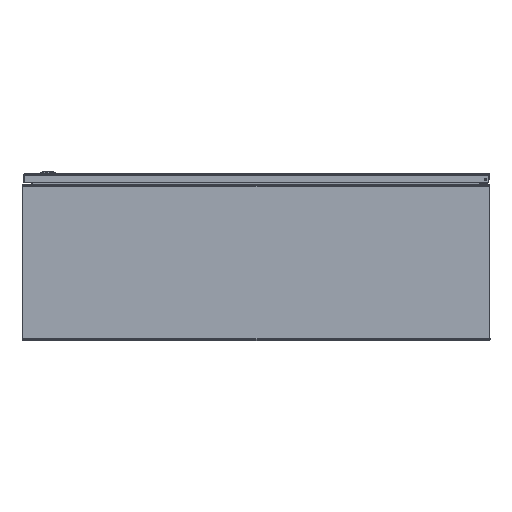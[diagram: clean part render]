
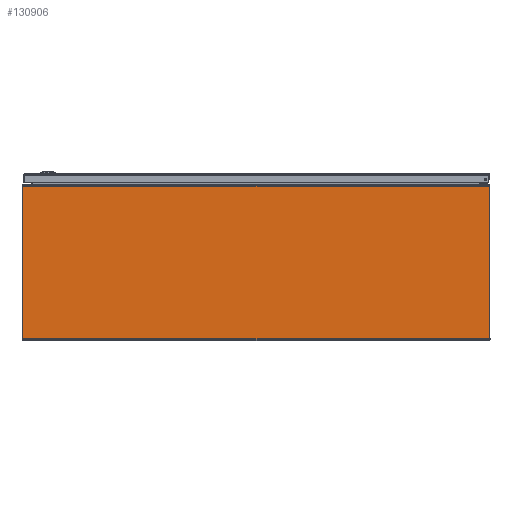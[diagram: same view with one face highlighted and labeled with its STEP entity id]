
A CAD part, left-side view. The second image highlights one B-rep face of the part: STEP entity #130906.
In plain terms, the highlighted planar face has unit normal (-1, 0, 0).
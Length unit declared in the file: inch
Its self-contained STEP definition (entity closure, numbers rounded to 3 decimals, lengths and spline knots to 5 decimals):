
#1153 = ORIENTED_EDGE ( 'NONE', *, *, #102050, .F. ) ;
#6536 = VECTOR ( 'NONE', #16803, 39.37008 ) ;
#9567 = ORIENTED_EDGE ( 'NONE', *, *, #27274, .F. ) ;
#10995 = CARTESIAN_POINT ( 'NONE',  ( -0.074, 35.926, 11.9375 ) ) ;
#13479 = CARTESIAN_POINT ( 'NONE',  ( -0.074, 35.926, -17.80232 ) ) ;
#16803 = DIRECTION ( 'NONE',  ( 0., 0., 1. ) ) ;
#21346 = VERTEX_POINT ( 'NONE', #10995 ) ;
#23126 = CARTESIAN_POINT ( 'NONE',  ( -0.074, 18., 11.9375 ) ) ;
#27274 = EDGE_CURVE ( 'NONE', #40112, #123688, #60575, .T. ) ;
#28575 = FACE_OUTER_BOUND ( 'NONE', #138240, .T. ) ;
#33553 = VECTOR ( 'NONE', #103369, 39.37008 ) ;
#40112 = VERTEX_POINT ( 'NONE', #126393 ) ;
#48326 = ORIENTED_EDGE ( 'NONE', *, *, #65343, .F. ) ;
#50158 = AXIS2_PLACEMENT_3D ( 'NONE', #108903, #113664, #62063 ) ;
#60575 = LINE ( 'NONE', #112190, #73408 ) ;
#62063 = DIRECTION ( 'NONE',  ( 0., 0., -1. ) ) ;
#63288 = DIRECTION ( 'NONE',  ( 0., 1., 0. ) ) ;
#65343 = EDGE_CURVE ( 'NONE', #123688, #130342, #100538, .T. ) ;
#67826 = VECTOR ( 'NONE', #63288, 39.37008 ) ;
#73408 = VECTOR ( 'NONE', #78371, 39.37008 ) ;
#78371 = DIRECTION ( 'NONE',  ( 0., 0., -1. ) ) ;
#84683 = CARTESIAN_POINT ( 'NONE',  ( -0.074, 0.074, 0.2105 ) ) ;
#90356 = ORIENTED_EDGE ( 'NONE', *, *, #109900, .F. ) ;
#100538 = LINE ( 'NONE', #150445, #67826 ) ;
#102050 = EDGE_CURVE ( 'NONE', #21346, #40112, #115993, .T. ) ;
#103369 = DIRECTION ( 'NONE',  ( 0., -1., 0. ) ) ;
#108074 = PLANE ( 'NONE',  #50158 ) ;
#108903 = CARTESIAN_POINT ( 'NONE',  ( -0.074, 18., -17.80232 ) ) ;
#109900 = EDGE_CURVE ( 'NONE', #130342, #21346, #116516, .T. ) ;
#112190 = CARTESIAN_POINT ( 'NONE',  ( -0.074, 0.074, -17.80232 ) ) ;
#113664 = DIRECTION ( 'NONE',  ( 1., 0., 0. ) ) ;
#115993 = LINE ( 'NONE', #23126, #33553 ) ;
#116516 = LINE ( 'NONE', #13479, #6536 ) ;
#123688 = VERTEX_POINT ( 'NONE', #84683 ) ;
#126393 = CARTESIAN_POINT ( 'NONE',  ( -0.074, 0.074, 11.9375 ) ) ;
#130342 = VERTEX_POINT ( 'NONE', #158841 ) ;
#130906 = ADVANCED_FACE ( 'NONE', ( #28575 ), #108074, .F. ) ;
#138240 = EDGE_LOOP ( 'NONE', ( #90356, #48326, #9567, #1153 ) ) ;
#150445 = CARTESIAN_POINT ( 'NONE',  ( -0.074, 18., 0.2105 ) ) ;
#158841 = CARTESIAN_POINT ( 'NONE',  ( -0.074, 35.926, 0.2105 ) ) ;
